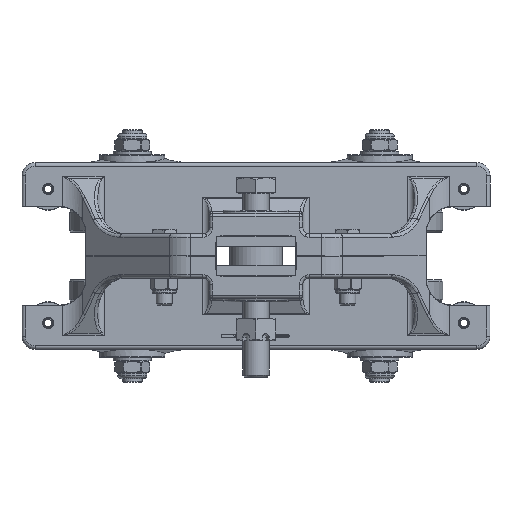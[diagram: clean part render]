
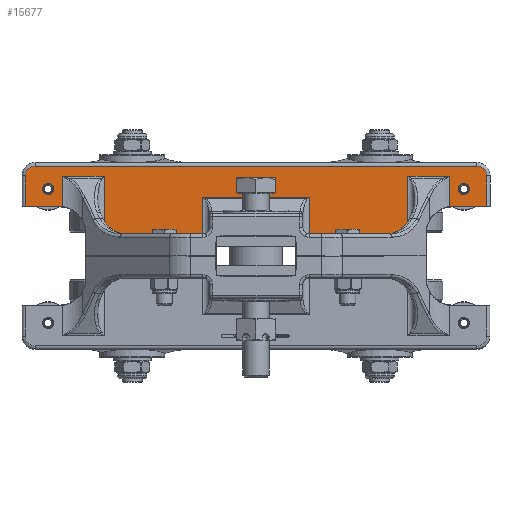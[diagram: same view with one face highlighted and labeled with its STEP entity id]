
A CAD part, front view. The second image highlights one B-rep face of the part: STEP entity #15677.
In plain terms, the highlighted planar face has unit normal (0, -1, 0).
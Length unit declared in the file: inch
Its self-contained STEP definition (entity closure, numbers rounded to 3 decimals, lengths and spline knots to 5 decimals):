
#8364=CARTESIAN_POINT('',(0.41447,0.03098,6.90625));
#8365=VERTEX_POINT('',#8364);
#8548=CARTESIAN_POINT('',(2.03633,0.03098,6.90625));
#8549=VERTEX_POINT('',#8548);
#8550=CARTESIAN_POINT('',(0.41447,0.03098,6.90625));
#8551=DIRECTION('',(1.0,0.0,0.0));
#8552=VECTOR('',#8551,1.62186);
#8553=LINE('',#8550,#8552);
#8554=EDGE_CURVE('',#8365,#8549,#8553,.T.);
#8588=CARTESIAN_POINT('',(0.41447,0.03098,10.96875));
#8589=VERTEX_POINT('',#8588);
#8599=CARTESIAN_POINT('',(0.41447,0.03098,10.96875));
#8600=DIRECTION('',(0.0,0.0,-1.0));
#8601=VECTOR('',#8600,4.0625);
#8602=LINE('',#8599,#8601);
#8603=EDGE_CURVE('',#8589,#8365,#8602,.T.);
#9647=CARTESIAN_POINT('',(2.03633,0.03098,10.96875));
#9648=VERTEX_POINT('',#9647);
#9656=CARTESIAN_POINT('',(2.03633,0.03098,10.96875));
#9657=DIRECTION('',(-1.0,0.0,0.0));
#9658=VECTOR('',#9657,1.62186);
#9659=LINE('',#9656,#9658);
#9660=EDGE_CURVE('',#9648,#8589,#9659,.T.);
#10076=CARTESIAN_POINT('',(0.32008,0.03098,16.875));
#10077=VERTEX_POINT('',#10076);
#10078=CARTESIAN_POINT('',(0.10133,0.03098,16.875));
#10079=DIRECTION('',(0.0,1.0,0.0));
#10080=DIRECTION('',(1.0,0.0,0.0));
#10081=AXIS2_PLACEMENT_3D('',#10078,#10079,#10080);
#10082=CIRCLE('',#10081,0.21875);
#10083=EDGE_CURVE('',#10077,#10077,#10082,.T.);
#10093=CARTESIAN_POINT('',(0.32008,0.03098,1.));
#10094=VERTEX_POINT('',#10093);
#10095=CARTESIAN_POINT('',(0.10133,0.03098,1.));
#10096=DIRECTION('',(0.0,1.0,0.0));
#10097=DIRECTION('',(1.0,0.0,0.0));
#10098=AXIS2_PLACEMENT_3D('',#10095,#10096,#10097);
#10099=CIRCLE('',#10098,0.21875);
#10100=EDGE_CURVE('',#10094,#10094,#10099,.T.);
#13236=CARTESIAN_POINT('',(0.77555,0.03098,16.33839));
#13237=VERTEX_POINT('',#13236);
#13312=CARTESIAN_POINT('',(0.7707,0.03098,16.4375));
#13313=VERTEX_POINT('',#13312);
#13321=CARTESIAN_POINT('',(1.78633,0.03098,16.4375));
#13322=DIRECTION('',(0.,-1.0,0.));
#13323=DIRECTION('',(-0.999,0.,-0.05));
#13324=AXIS2_PLACEMENT_3D('',#13321,#13322,#13323);
#13325=CIRCLE('',#13324,1.01563);
#13326=EDGE_CURVE('',#13313,#13237,#13325,.T.);
#13357=CARTESIAN_POINT('',(0.7707,0.03098,17.75));
#13358=VERTEX_POINT('',#13357);
#13366=CARTESIAN_POINT('',(0.7707,0.03098,17.75));
#13367=DIRECTION('',(0.0,0.0,-1.0));
#13368=VECTOR('',#13367,1.3125);
#13369=LINE('',#13366,#13368);
#13370=EDGE_CURVE('',#13358,#13313,#13369,.T.);
#13462=CARTESIAN_POINT('',(-0.40117,0.03098,17.75));
#13463=VERTEX_POINT('',#13462);
#13471=CARTESIAN_POINT('',(-0.40117,0.03098,17.75));
#13472=DIRECTION('',(1.0,0.0,0.0));
#13473=VECTOR('',#13472,1.17188);
#13474=LINE('',#13471,#13473);
#13475=EDGE_CURVE('',#13463,#13358,#13474,.T.);
#13559=CARTESIAN_POINT('',(0.7707,0.03098,0.125));
#13560=VERTEX_POINT('',#13559);
#13569=CARTESIAN_POINT('',(0.7707,0.03098,1.4375));
#13570=VERTEX_POINT('',#13569);
#13578=CARTESIAN_POINT('',(0.7707,0.03098,1.4375));
#13579=DIRECTION('',(0.0,0.0,-1.0));
#13580=VECTOR('',#13579,1.3125);
#13581=LINE('',#13578,#13580);
#13582=EDGE_CURVE('',#13570,#13560,#13581,.T.);
#13618=CARTESIAN_POINT('',(0.77555,0.03098,1.53661));
#13619=VERTEX_POINT('',#13618);
#13627=CARTESIAN_POINT('',(1.78633,0.03098,1.4375));
#13628=DIRECTION('',(0.,-1.0,0.));
#13629=DIRECTION('',(-0.999,0.,0.05));
#13630=AXIS2_PLACEMENT_3D('',#13627,#13628,#13629);
#13631=CIRCLE('',#13630,1.01563);
#13632=EDGE_CURVE('',#13619,#13570,#13631,.T.);
#14102=CARTESIAN_POINT('',(2.03633,0.03098,3.13938));
#14103=VERTEX_POINT('',#14102);
#14104=CARTESIAN_POINT('',(2.03633,0.03098,6.90625));
#14105=DIRECTION('',(0.0,0.0,-1.0));
#14106=VECTOR('',#14105,3.76687);
#14107=LINE('',#14104,#14106);
#14108=EDGE_CURVE('',#8549,#14103,#14107,.T.);
#14299=CARTESIAN_POINT('',(2.03633,0.03098,14.73562));
#14300=VERTEX_POINT('',#14299);
#14308=CARTESIAN_POINT('',(2.03633,0.03098,14.73562));
#14309=DIRECTION('',(0.0,0.0,-1.0));
#14310=VECTOR('',#14309,3.76687);
#14311=LINE('',#14308,#14310);
#14312=EDGE_CURVE('',#14300,#9648,#14311,.T.);
#14574=CARTESIAN_POINT('',(-0.39382,0.03098,16.33839));
#14575=VERTEX_POINT('',#14574);
#14603=CARTESIAN_POINT('',(0.77555,0.03098,16.33839));
#14604=DIRECTION('',(-1.0,0.0,0.0));
#14605=VECTOR('',#14604,1.16937);
#14606=LINE('',#14603,#14605);
#14607=EDGE_CURVE('',#13237,#14575,#14606,.T.);
#14830=CARTESIAN_POINT('',(-0.39382,0.03098,1.53661));
#14831=VERTEX_POINT('',#14830);
#14911=CARTESIAN_POINT('',(-0.39382,0.03098,3.13938));
#14912=VERTEX_POINT('',#14911);
#15198=CARTESIAN_POINT('',(-0.39382,0.03098,3.13938));
#15199=DIRECTION('',(0.0,0.0,-1.0));
#15200=VECTOR('',#15199,1.60277);
#15201=LINE('',#15198,#15200);
#15202=EDGE_CURVE('',#14912,#14831,#15201,.T.);
#15441=CARTESIAN_POINT('',(-0.39382,0.03098,14.73562));
#15442=VERTEX_POINT('',#15441);
#15536=CARTESIAN_POINT('',(-0.39382,0.03098,14.73562));
#15537=DIRECTION('',(1.0,0.0,0.0));
#15538=VECTOR('',#15537,2.43015);
#15539=LINE('',#15536,#15538);
#15540=EDGE_CURVE('',#15442,#14300,#15539,.T.);
#15552=CARTESIAN_POINT('',(-0.39382,0.03098,16.33839));
#15553=DIRECTION('',(0.0,0.0,-1.0));
#15554=VECTOR('',#15553,1.60277);
#15555=LINE('',#15552,#15554);
#15556=EDGE_CURVE('',#14575,#15442,#15555,.T.);
#15593=CARTESIAN_POINT('',(2.03633,0.03098,3.13938));
#15594=DIRECTION('',(-1.0,0.0,0.0));
#15595=VECTOR('',#15594,2.43015);
#15596=LINE('',#15593,#15595);
#15597=EDGE_CURVE('',#14103,#14912,#15596,.T.);
#15611=CARTESIAN_POINT('',(1.03633,0.03098,0.0));
#15612=DIRECTION('',(0.0,-1.0,0.0));
#15613=DIRECTION('',(0.0,0.0,-1.0));
#15614=AXIS2_PLACEMENT_3D('',#15611,#15612,#15613);
#15615=PLANE('',#15614);
#15616=ORIENTED_EDGE('',*,*,#8603,.F.);
#15617=ORIENTED_EDGE('',*,*,#9660,.F.);
#15618=ORIENTED_EDGE('',*,*,#14312,.F.);
#15619=ORIENTED_EDGE('',*,*,#15540,.F.);
#15620=ORIENTED_EDGE('',*,*,#15556,.F.);
#15621=ORIENTED_EDGE('',*,*,#14607,.F.);
#15622=ORIENTED_EDGE('',*,*,#13326,.F.);
#15623=ORIENTED_EDGE('',*,*,#13370,.F.);
#15624=ORIENTED_EDGE('',*,*,#13475,.F.);
#15625=CARTESIAN_POINT('',(-0.77617,0.03098,17.375));
#15626=VERTEX_POINT('',#15625);
#15627=CARTESIAN_POINT('',(-0.40117,0.03098,17.375));
#15628=DIRECTION('',(0.,1.0,0.));
#15629=DIRECTION('',(-0.707,0.,0.707));
#15630=AXIS2_PLACEMENT_3D('',#15627,#15628,#15629);
#15631=CIRCLE('',#15630,0.375);
#15632=EDGE_CURVE('',#15626,#13463,#15631,.T.);
#15633=ORIENTED_EDGE('',*,*,#15632,.F.);
#15634=CARTESIAN_POINT('',(-0.77617,0.03098,0.5));
#15635=VERTEX_POINT('',#15634);
#15636=CARTESIAN_POINT('',(-0.77617,0.03098,0.5));
#15637=DIRECTION('',(0.0,0.0,1.0));
#15638=VECTOR('',#15637,16.875);
#15639=LINE('',#15636,#15638);
#15640=EDGE_CURVE('',#15635,#15626,#15639,.T.);
#15641=ORIENTED_EDGE('',*,*,#15640,.F.);
#15642=CARTESIAN_POINT('',(-0.40117,0.03098,0.125));
#15643=VERTEX_POINT('',#15642);
#15644=CARTESIAN_POINT('',(-0.40117,0.03098,0.5));
#15645=DIRECTION('',(0.,1.,0.));
#15646=DIRECTION('',(-0.707,0.,-0.707));
#15647=AXIS2_PLACEMENT_3D('',#15644,#15645,#15646);
#15648=CIRCLE('',#15647,0.375);
#15649=EDGE_CURVE('',#15643,#15635,#15648,.T.);
#15650=ORIENTED_EDGE('',*,*,#15649,.F.);
#15651=CARTESIAN_POINT('',(0.7707,0.03098,0.125));
#15652=DIRECTION('',(-1.0,0.0,0.0));
#15653=VECTOR('',#15652,1.17188);
#15654=LINE('',#15651,#15653);
#15655=EDGE_CURVE('',#13560,#15643,#15654,.T.);
#15656=ORIENTED_EDGE('',*,*,#15655,.F.);
#15657=ORIENTED_EDGE('',*,*,#13582,.F.);
#15658=ORIENTED_EDGE('',*,*,#13632,.F.);
#15659=CARTESIAN_POINT('',(-0.39382,0.03098,1.53661));
#15660=DIRECTION('',(1.0,0.0,0.0));
#15661=VECTOR('',#15660,1.16937);
#15662=LINE('',#15659,#15661);
#15663=EDGE_CURVE('',#14831,#13619,#15662,.T.);
#15664=ORIENTED_EDGE('',*,*,#15663,.F.);
#15665=ORIENTED_EDGE('',*,*,#15202,.F.);
#15666=ORIENTED_EDGE('',*,*,#15597,.F.);
#15667=ORIENTED_EDGE('',*,*,#14108,.F.);
#15668=ORIENTED_EDGE('',*,*,#8554,.F.);
#15669=EDGE_LOOP('',(#15616,#15617,#15618,#15619,#15620,#15621,#15622,#15623,#15624,#15633,#15641,#15650,#15656,#15657,#15658,#15664,#15665,#15666,#15667,#15668));
#15670=FACE_OUTER_BOUND('',#15669,.T.);
#15671=ORIENTED_EDGE('',*,*,#10083,.T.);
#15672=EDGE_LOOP('',(#15671));
#15673=FACE_BOUND('',#15672,.T.);
#15674=ORIENTED_EDGE('',*,*,#10100,.T.);
#15675=EDGE_LOOP('',(#15674));
#15676=FACE_BOUND('',#15675,.T.);
#15677=ADVANCED_FACE('',(#15670,#15673,#15676),#15615,.T.);
